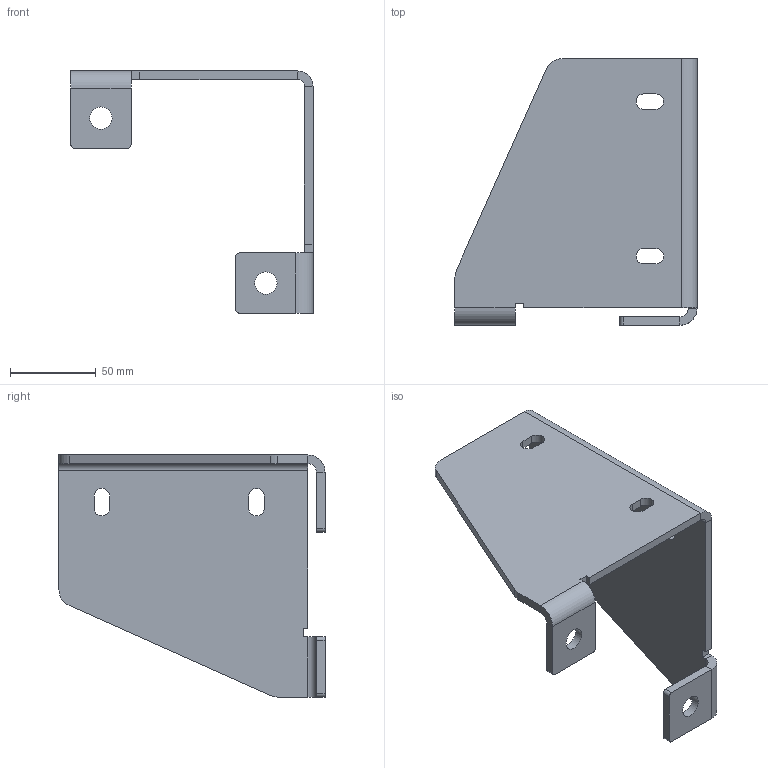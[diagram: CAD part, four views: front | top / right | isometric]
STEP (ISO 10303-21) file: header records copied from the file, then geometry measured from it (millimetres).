
FILE_DESCRIPTION(/* description */ ('KriTec Bodenadapter einspurig Innen- Außenecke für Profil 8 30x30, schwarz'),/* implementation_level */ '2;1');
FILE_NAME(/* name */ '91077 KriTec Bodenadapter einspurig Innen- Außenecke für Profil 8 30x30, schwarz.stp',/* time_stamp */ '2019-05-21T12:00:35+02:00',/* author */ ('Nell'),/* organization */ (''),/* preprocessor_version */ 'ST-DEVELOPER v17',/* originating_system */ 'Autodesk Inventor 2018',/* authorisation */ '');
FILE_SCHEMA (('AUTOMOTIVE_DESIGN { 1 0 10303 214 3 1 1 }'));
Length unit declared in the file: millimetre
Products named in the file (1): 91077
Bounding box: 141 x 155 x 141 mm (x, y, z)
Volume: 176097.7 mm3; surface area: 76398 mm2
Topology: 1 solids, 1 shells, 66 faces, 170 edges, 106 vertices
Faces by surface type: plane 42, cylinder 24
Full cylindrical faces by diameter (mm): 13 x2
Entity records: 2051 total; most frequent: DIRECTION 354, CARTESIAN_POINT 343, ORIENTED_EDGE 340, EDGE_CURVE 170, LINE 120, VECTOR 120, AXIS2_PLACEMENT_3D 117, VERTEX_POINT 106
